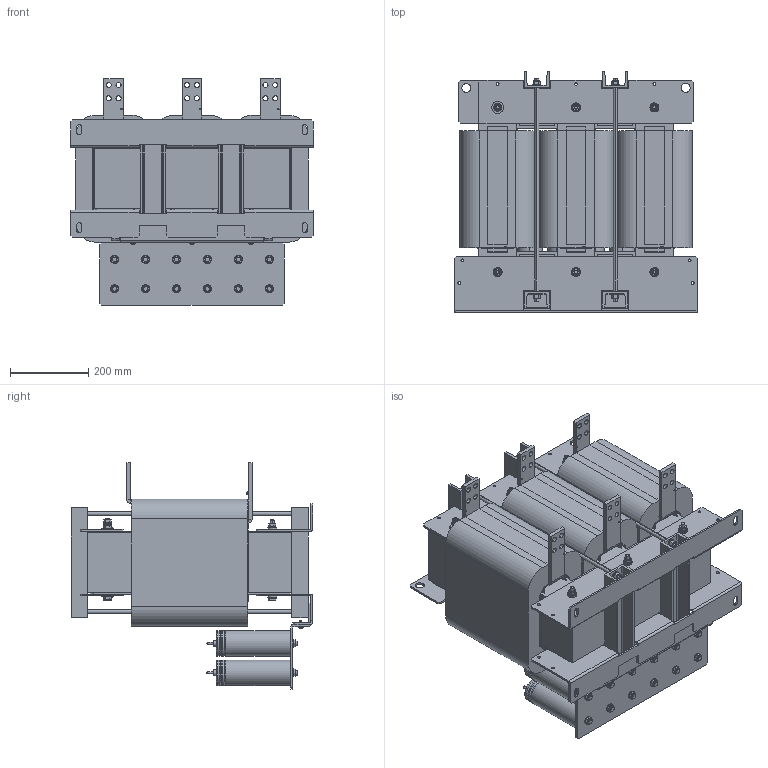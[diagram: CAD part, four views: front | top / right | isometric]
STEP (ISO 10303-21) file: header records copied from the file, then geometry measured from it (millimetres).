
FILE_DESCRIPTION (( 'STEP AP214' ), '1' );
FILE_NAME ('B 1001078.STEP', '2014-04-28T09:54:05', ( '' ), ( '' ), 'SwSTEP 2.0', 'SolidWorks 2012', '' );
FILE_SCHEMA (( 'AUTOMOTIVE_DESIGN' ));
Length unit declared in the file: millimetre
Products named in the file (29): +3810-0160; +3810-0159; pan head cross recess screw_din_ISO 7045 - M6 x 16 - Z --- 16N; curved spring lock washer_din_Spring washer DIN 128 - A10; plain washer large_din_Washer DIN 9021 - 10.5; M10x200DIN933; +1126-0008; pan head cross recess screw_din_ISO 7045 - M4 x 12 - Z --- 12N; plain washer grade a_din_Washer DIN 125 - A 4.3; hex nut gradec_din_Hexagon Nut ISO 4034 - M10 - N; plain washer grade a_din_Washer DIN 125 - A 10.5; serrated lock washer 1_din_DIN 6798-A13; hex thin nut chamfered gradeab_din_Hexagon Thin Nut ISO 4035 - M12 - N; hex nut style 1 gradeab_din_Hexagon Nut ISO 4032 - M10 - D - N; #700-1342; #700-1341; Alu-Platte 90x90x3mm; #144-0106; #130-0292; #080-0623; #050-0967; #050-0963; #040-1297; #040-1296; #700-1360; HGW-Platte 300x148x1mm; Wickel B 1001078; Kern f黵 B 1001078; B 1001078
Assembly tree (148 placements, depth 2):
  B 1001078
    Kern f黵 B 1001078
    Wickel B 1001078  x3
    HGW-Platte 300x148x1mm  x6
    #700-1360  x4
    #040-1296
    #040-1297
    #050-0963
    #050-0967  x4
    #080-0623  x2
    #130-0292  x6
    #144-0106  x6
    Alu-Platte 90x90x3mm  x8
    #700-1341  x3
    #700-1342  x3
    hex nut style 1 gradeab_din_Hexagon Nut ISO 4032 - M10 - D - N  x7
    hex thin nut chamfered gradeab_din_Hexagon Thin Nut ISO 4035 - M12 - N  x12
    serrated lock washer 1_din_DIN 6798-A13  x12
    plain washer grade a_din_Washer DIN 125 - A 10.5  x20
    hex nut gradec_din_Hexagon Nut ISO 4034 - M10 - N  x8
    plain washer grade a_din_Washer DIN 125 - A 4.3  x3
    pan head cross recess screw_din_ISO 7045 - M4 x 12 - Z --- 12N  x3
    +1126-0008  x10
    M10x200DIN933  x6
    plain washer large_din_Washer DIN 9021 - 10.5  x2
    curved spring lock washer_din_Spring washer DIN 128 - A10
    pan head cross recess screw_din_ISO 7045 - M6 x 16 - Z --- 16N  x3
    +3810-0159  x6
    +3810-0160  x6
Bounding box: 620 x 615 x 578 mm (x, y, z)
Volume: 80033118 mm3; surface area: 6934860.4 mm2
Topology: 148 solids, 148 shells, 4863 faces, 12613 edges, 7770 vertices
Faces by surface type: plane 2815, cylinder 926, cone 496, bspline 408, torus 206, sphere 12
Entity records: 34811 total; most frequent: CARTESIAN_POINT 7629, DIRECTION 5325, ORIENTED_EDGE 5118, EDGE_CURVE 2559, AXIS2_PLACEMENT_3D 1832, VECTOR 1661, LINE 1661, VERTEX_POINT 1636
